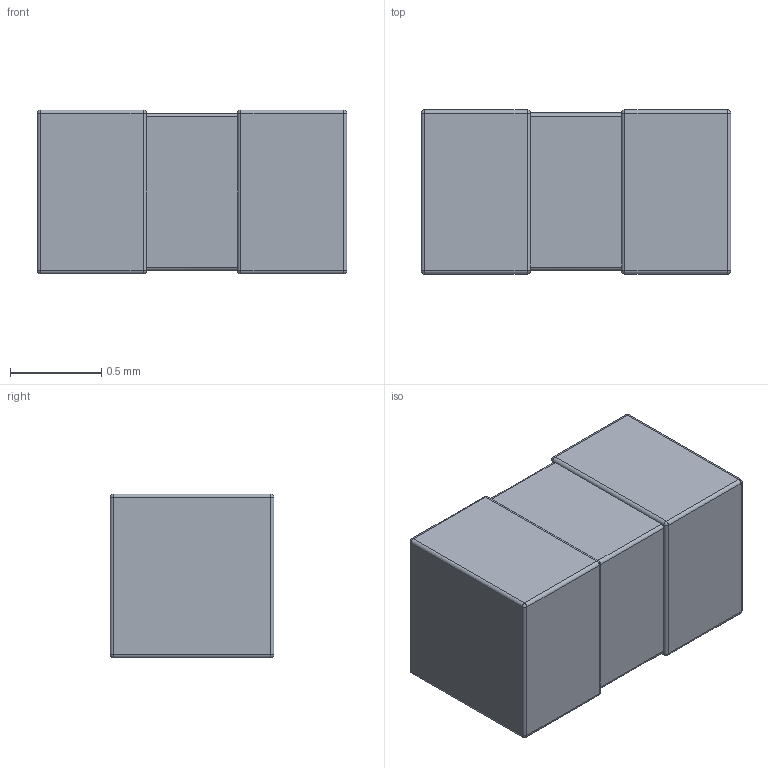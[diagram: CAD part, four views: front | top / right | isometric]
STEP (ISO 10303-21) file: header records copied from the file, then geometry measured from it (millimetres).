
FILE_DESCRIPTION (( 'STEP AP214' ), '1' );
FILE_NAME ('CCS_CCSTDNOS_0603_L1.7W0.9T0.9B0.6.STEP', '2024-08-27T20:55:54', ( '' ), ( '' ), 'SwSTEP 2.0', 'SolidWorks 2021', '' );
FILE_SCHEMA (( 'AUTOMOTIVE_DESIGN' ));
Length unit declared in the file: millimetre
Products named in the file (1): CCS_CCSTDNOS_0603_L1.7W0.9T0.9B0.6
Bounding box: 1.7 x 0.9 x 0.9 mm (x, y, z)
Volume: 1.3 mm3; surface area: 7.7 mm2
Topology: 4 solids, 4 shells, 129 faces, 311 edges, 174 vertices
Faces by surface type: plane 71, cylinder 42, sphere 16
Entity records: 4478 total; most frequent: CARTESIAN_POINT 767, ORIENTED_EDGE 590, DIRECTION 579, EDGE_CURVE 295, VECTOR 223, LINE 223, AXIS2_PLACEMENT_3D 178, VERTEX_POINT 174
